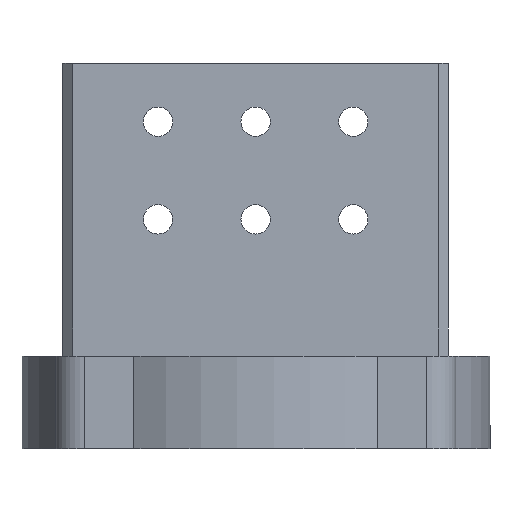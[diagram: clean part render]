
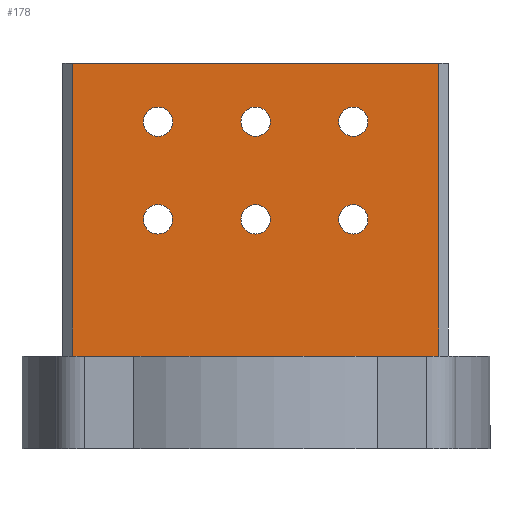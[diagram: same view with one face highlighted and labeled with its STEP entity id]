
A CAD part, front view. The second image highlights one B-rep face of the part: STEP entity #178.
In plain terms, the highlighted planar face has unit normal (0, -1, 0).
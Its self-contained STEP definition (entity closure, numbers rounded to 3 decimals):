
#3 = ORIENTED_EDGE ( 'NONE', *, *, #522, .F. ) ;
#4 = CIRCLE ( 'NONE', #1559, 1.5 ) ;
#5 = DIRECTION ( 'NONE',  ( 0., -1., 0. ) ) ;
#29 = ORIENTED_EDGE ( 'NONE', *, *, #1360, .F. ) ;
#50 = DIRECTION ( 'NONE',  ( 0., 0., 1. ) ) ;
#94 = DIRECTION ( 'NONE',  ( 0., 0., -1. ) ) ;
#120 = DIRECTION ( 'NONE',  ( 0., -1., 0. ) ) ;
#124 = EDGE_CURVE ( 'NONE', #806, #1675, #1271, .T. ) ;
#137 = CARTESIAN_POINT ( 'NONE',  ( 6.75, -3., 15.5 ) ) ;
#178 = ADVANCED_FACE ( 'NONE', ( #739, #1558, #2603, #1597, #1948, #2400, #1541 ), #1960, .F. ) ;
#186 = ORIENTED_EDGE ( 'NONE', *, *, #124, .F. ) ;
#199 = VERTEX_POINT ( 'NONE', #2590 ) ;
#215 = ORIENTED_EDGE ( 'NONE', *, *, #1672, .T. ) ;
#225 = CARTESIAN_POINT ( 'NONE',  ( 16.75, -3., 24. ) ) ;
#284 = VERTEX_POINT ( 'NONE', #2728 ) ;
#301 = CARTESIAN_POINT ( 'NONE',  ( 0., -3., 30. ) ) ;
#304 = ORIENTED_EDGE ( 'NONE', *, *, #1245, .T. ) ;
#308 = DIRECTION ( 'NONE',  ( 0., 0., 1. ) ) ;
#356 = EDGE_CURVE ( 'NONE', #1524, #284, #4, .T. ) ;
#434 = ORIENTED_EDGE ( 'NONE', *, *, #356, .F. ) ;
#500 = CARTESIAN_POINT ( 'NONE',  ( 16.75, -3., 14. ) ) ;
#505 = DIRECTION ( 'NONE',  ( 0., 1., 0. ) ) ;
#513 = CARTESIAN_POINT ( 'NONE',  ( 35.5, -3., 30. ) ) ;
#514 = DIRECTION ( 'NONE',  ( 0., 0., -1. ) ) ;
#522 = EDGE_CURVE ( 'NONE', #755, #2578, #1189, .T. ) ;
#543 = EDGE_CURVE ( 'NONE', #1180, #199, #735, .T. ) ;
#640 = EDGE_LOOP ( 'NONE', ( #1848, #29 ) ) ;
#658 = AXIS2_PLACEMENT_3D ( 'NONE', #2382, #946, #514 ) ;
#663 = EDGE_LOOP ( 'NONE', ( #2225, #304, #2722, #215 ) ) ;
#676 = VERTEX_POINT ( 'NONE', #2407 ) ;
#710 = DIRECTION ( 'NONE',  ( 0., -1., 0. ) ) ;
#717 = CARTESIAN_POINT ( 'NONE',  ( 16.75, -3., 12.5 ) ) ;
#735 = CIRCLE ( 'NONE', #1232, 1.5 ) ;
#739 = FACE_BOUND ( 'NONE', #1573, .T. ) ;
#755 = VERTEX_POINT ( 'NONE', #1878 ) ;
#769 = VERTEX_POINT ( 'NONE', #777 ) ;
#777 = CARTESIAN_POINT ( 'NONE',  ( -2., -3., 30. ) ) ;
#786 = EDGE_LOOP ( 'NONE', ( #2441, #3 ) ) ;
#806 = VERTEX_POINT ( 'NONE', #2039 ) ;
#827 = DIRECTION ( 'NONE',  ( 0., 0., -1. ) ) ;
#831 = DIRECTION ( 'NONE',  ( 0., 0., -1. ) ) ;
#871 = CARTESIAN_POINT ( 'NONE',  ( 26.75, -3., 24. ) ) ;
#892 = DIRECTION ( 'NONE',  ( 0., 0., -1. ) ) ;
#907 = DIRECTION ( 'NONE',  ( 0., -1., 0. ) ) ;
#917 = CARTESIAN_POINT ( 'NONE',  ( 16.75, -3., 22.5 ) ) ;
#923 = DIRECTION ( 'NONE',  ( 0., -1., 0. ) ) ;
#939 = DIRECTION ( 'NONE',  ( 1., 0., 0. ) ) ;
#946 = DIRECTION ( 'NONE',  ( 0., -1., 0. ) ) ;
#966 = DIRECTION ( 'NONE',  ( 0., 0., -1. ) ) ;
#984 = LINE ( 'NONE', #513, #1751 ) ;
#1014 = CARTESIAN_POINT ( 'NONE',  ( 6.75, -3., 24. ) ) ;
#1045 = CARTESIAN_POINT ( 'NONE',  ( 16.75, -3., 14. ) ) ;
#1052 = CIRCLE ( 'NONE', #658, 1.5 ) ;
#1133 = CIRCLE ( 'NONE', #2099, 1.5 ) ;
#1154 = CARTESIAN_POINT ( 'NONE',  ( 26.75, -3., 25.5 ) ) ;
#1172 = AXIS2_PLACEMENT_3D ( 'NONE', #1758, #505, #50 ) ;
#1174 = AXIS2_PLACEMENT_3D ( 'NONE', #2001, #1383, #94 ) ;
#1180 = VERTEX_POINT ( 'NONE', #137 ) ;
#1189 = CIRCLE ( 'NONE', #1805, 1.5 ) ;
#1199 = ORIENTED_EDGE ( 'NONE', *, *, #543, .F. ) ;
#1220 = AXIS2_PLACEMENT_3D ( 'NONE', #871, #1263, #2086 ) ;
#1229 = DIRECTION ( 'NONE',  ( 0., 0., -1. ) ) ;
#1232 = AXIS2_PLACEMENT_3D ( 'NONE', #2310, #907, #827 ) ;
#1235 = CARTESIAN_POINT ( 'NONE',  ( -2., -3., 0. ) ) ;
#1245 = EDGE_CURVE ( 'NONE', #769, #2114, #1887, .T. ) ;
#1258 = DIRECTION ( 'NONE',  ( 0., -1., 0. ) ) ;
#1263 = DIRECTION ( 'NONE',  ( 0., -1., 0. ) ) ;
#1271 = CIRCLE ( 'NONE', #1220, 1.5 ) ;
#1312 = AXIS2_PLACEMENT_3D ( 'NONE', #2601, #710, #1756 ) ;
#1328 = VERTEX_POINT ( 'NONE', #1921 ) ;
#1340 = CARTESIAN_POINT ( 'NONE',  ( 6.75, -3., 22.5 ) ) ;
#1347 = EDGE_CURVE ( 'NONE', #284, #1524, #2423, .T. ) ;
#1352 = VERTEX_POINT ( 'NONE', #1502 ) ;
#1357 = LINE ( 'NONE', #301, #2621 ) ;
#1360 = EDGE_CURVE ( 'NONE', #2357, #1618, #1644, .T. ) ;
#1368 = ORIENTED_EDGE ( 'NONE', *, *, #2595, .F. ) ;
#1383 = DIRECTION ( 'NONE',  ( 0., -1., 0. ) ) ;
#1393 = ORIENTED_EDGE ( 'NONE', *, *, #1780, .F. ) ;
#1478 = VECTOR ( 'NONE', #831, 1000. ) ;
#1502 = CARTESIAN_POINT ( 'NONE',  ( 35.5, -3., 0. ) ) ;
#1511 = VERTEX_POINT ( 'NONE', #917 ) ;
#1516 = EDGE_CURVE ( 'NONE', #1618, #2357, #1930, .T. ) ;
#1524 = VERTEX_POINT ( 'NONE', #1340 ) ;
#1541 = FACE_OUTER_BOUND ( 'NONE', #663, .T. ) ;
#1558 = FACE_BOUND ( 'NONE', #640, .T. ) ;
#1559 = AXIS2_PLACEMENT_3D ( 'NONE', #2525, #2476, #1229 ) ;
#1573 = EDGE_LOOP ( 'NONE', ( #1949, #1199 ) ) ;
#1597 = FACE_BOUND ( 'NONE', #2686, .T. ) ;
#1618 = VERTEX_POINT ( 'NONE', #717 ) ;
#1642 = ORIENTED_EDGE ( 'NONE', *, *, #1814, .F. ) ;
#1644 = CIRCLE ( 'NONE', #2346, 1.5 ) ;
#1672 = EDGE_CURVE ( 'NONE', #1352, #676, #984, .T. ) ;
#1675 = VERTEX_POINT ( 'NONE', #1154 ) ;
#1704 = DIRECTION ( 'NONE',  ( 0., -1., 0. ) ) ;
#1751 = VECTOR ( 'NONE', #308, 1000. ) ;
#1753 = EDGE_CURVE ( 'NONE', #769, #676, #1357, .T. ) ;
#1756 = DIRECTION ( 'NONE',  ( 0., 0., -1. ) ) ;
#1758 = CARTESIAN_POINT ( 'NONE',  ( 0., -3., 30. ) ) ;
#1765 = DIRECTION ( 'NONE',  ( 0., 0., -1. ) ) ;
#1780 = EDGE_CURVE ( 'NONE', #1675, #806, #2138, .T. ) ;
#1805 = AXIS2_PLACEMENT_3D ( 'NONE', #2670, #120, #966 ) ;
#1809 = EDGE_LOOP ( 'NONE', ( #1368, #1642 ) ) ;
#1814 = EDGE_CURVE ( 'NONE', #1328, #1511, #2364, .T. ) ;
#1823 = CARTESIAN_POINT ( 'NONE',  ( 26.75, -3., 14. ) ) ;
#1840 = AXIS2_PLACEMENT_3D ( 'NONE', #500, #2597, #892 ) ;
#1848 = ORIENTED_EDGE ( 'NONE', *, *, #1516, .F. ) ;
#1878 = CARTESIAN_POINT ( 'NONE',  ( 26.75, -3., 15.5 ) ) ;
#1887 = LINE ( 'NONE', #2716, #1478 ) ;
#1921 = CARTESIAN_POINT ( 'NONE',  ( 16.75, -3., 25.5 ) ) ;
#1926 = DIRECTION ( 'NONE',  ( 0., 0., -1. ) ) ;
#1930 = CIRCLE ( 'NONE', #1840, 1.5 ) ;
#1948 = FACE_BOUND ( 'NONE', #1809, .T. ) ;
#1949 = ORIENTED_EDGE ( 'NONE', *, *, #2277, .F. ) ;
#1960 = PLANE ( 'NONE',  #1172 ) ;
#2001 = CARTESIAN_POINT ( 'NONE',  ( 16.75, -3., 24. ) ) ;
#2020 = AXIS2_PLACEMENT_3D ( 'NONE', #1823, #923, #1765 ) ;
#2022 = VECTOR ( 'NONE', #2243, 1000. ) ;
#2039 = CARTESIAN_POINT ( 'NONE',  ( 26.75, -3., 22.5 ) ) ;
#2061 = LINE ( 'NONE', #2676, #2022 ) ;
#2067 = DIRECTION ( 'NONE',  ( 0., 0., -1. ) ) ;
#2086 = DIRECTION ( 'NONE',  ( 0., 0., -1. ) ) ;
#2099 = AXIS2_PLACEMENT_3D ( 'NONE', #225, #5, #1926 ) ;
#2114 = VERTEX_POINT ( 'NONE', #1235 ) ;
#2138 = CIRCLE ( 'NONE', #1312, 1.5 ) ;
#2225 = ORIENTED_EDGE ( 'NONE', *, *, #1753, .F. ) ;
#2234 = EDGE_CURVE ( 'NONE', #2578, #755, #2456, .T. ) ;
#2243 = DIRECTION ( 'NONE',  ( 1., 0., 0. ) ) ;
#2255 = CARTESIAN_POINT ( 'NONE',  ( 16.75, -3., 15.5 ) ) ;
#2277 = EDGE_CURVE ( 'NONE', #199, #1180, #1052, .T. ) ;
#2310 = CARTESIAN_POINT ( 'NONE',  ( 6.75, -3., 14. ) ) ;
#2346 = AXIS2_PLACEMENT_3D ( 'NONE', #1045, #1258, #2067 ) ;
#2357 = VERTEX_POINT ( 'NONE', #2255 ) ;
#2364 = CIRCLE ( 'NONE', #1174, 1.5 ) ;
#2382 = CARTESIAN_POINT ( 'NONE',  ( 6.75, -3., 14. ) ) ;
#2400 = FACE_BOUND ( 'NONE', #2575, .T. ) ;
#2407 = CARTESIAN_POINT ( 'NONE',  ( 35.5, -3., 30. ) ) ;
#2423 = CIRCLE ( 'NONE', #2466, 1.5 ) ;
#2433 = EDGE_CURVE ( 'NONE', #2114, #1352, #2061, .T. ) ;
#2441 = ORIENTED_EDGE ( 'NONE', *, *, #2234, .F. ) ;
#2456 = CIRCLE ( 'NONE', #2020, 1.5 ) ;
#2466 = AXIS2_PLACEMENT_3D ( 'NONE', #1014, #1704, #2536 ) ;
#2476 = DIRECTION ( 'NONE',  ( 0., -1., 0. ) ) ;
#2518 = CARTESIAN_POINT ( 'NONE',  ( 26.75, -3., 12.5 ) ) ;
#2525 = CARTESIAN_POINT ( 'NONE',  ( 6.75, -3., 24. ) ) ;
#2536 = DIRECTION ( 'NONE',  ( 0., 0., -1. ) ) ;
#2575 = EDGE_LOOP ( 'NONE', ( #186, #1393 ) ) ;
#2578 = VERTEX_POINT ( 'NONE', #2518 ) ;
#2590 = CARTESIAN_POINT ( 'NONE',  ( 6.75, -3., 12.5 ) ) ;
#2595 = EDGE_CURVE ( 'NONE', #1511, #1328, #1133, .T. ) ;
#2597 = DIRECTION ( 'NONE',  ( 0., -1., 0. ) ) ;
#2601 = CARTESIAN_POINT ( 'NONE',  ( 26.75, -3., 24. ) ) ;
#2603 = FACE_BOUND ( 'NONE', #786, .T. ) ;
#2605 = ORIENTED_EDGE ( 'NONE', *, *, #1347, .F. ) ;
#2621 = VECTOR ( 'NONE', #939, 1000. ) ;
#2670 = CARTESIAN_POINT ( 'NONE',  ( 26.75, -3., 14. ) ) ;
#2676 = CARTESIAN_POINT ( 'NONE',  ( 0., -3., 0. ) ) ;
#2686 = EDGE_LOOP ( 'NONE', ( #434, #2605 ) ) ;
#2716 = CARTESIAN_POINT ( 'NONE',  ( -2., -3., 30. ) ) ;
#2722 = ORIENTED_EDGE ( 'NONE', *, *, #2433, .T. ) ;
#2728 = CARTESIAN_POINT ( 'NONE',  ( 6.75, -3., 25.5 ) ) ;
